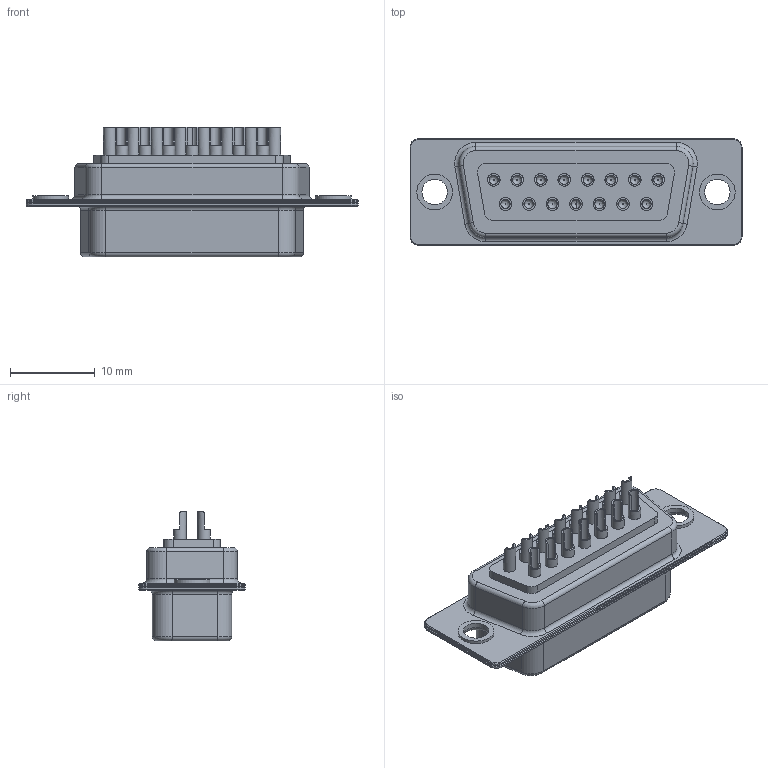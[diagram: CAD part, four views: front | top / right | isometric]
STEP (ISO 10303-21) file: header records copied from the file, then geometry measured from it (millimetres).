
FILE_DESCRIPTION(/* description */ (''),/* implementation_level */ '2;1');
FILE_NAME(/* name */ '105-15-1-3-0-Dummy.stp',/* time_stamp */ '2024-10-23T12:20:37+02:00',/* author */ ('Andreas.Larin'),/* organization */ (''),/* preprocessor_version */ 'ST-DEVELOPER v20',/* originating_system */ 'Autodesk Inventor 2025',/* authorisation */ '');
FILE_SCHEMA (('AUTOMOTIVE_DESIGN { 1 0 10303 214 3 1 1 }'));
Length unit declared in the file: millimetre
Products named in the file (1): 105-15-1-3-0-Dummy
Bounding box: 39.12 x 12.55 x 15.3 mm (x, y, z)
Volume: 1963.4 mm3; surface area: 2635 mm2
Topology: 1 solids, 1 shells, 337 faces, 820 edges, 505 vertices
Faces by surface type: cylinder 150, plane 122, torus 18, bspline 16, cone 16, sphere 15
Full cylindrical faces by diameter (mm): 0.95 x15, 1.08 x12, 1.1 x2, 1.48 x15, 3 x2, 4.2 x2
Entity records: 11205 total; most frequent: CARTESIAN_POINT 3192, ORIENTED_EDGE 1610, DIRECTION 1600, EDGE_CURVE 805, AXIS2_PLACEMENT_3D 609, VERTEX_POINT 505, LINE 382, VECTOR 382
